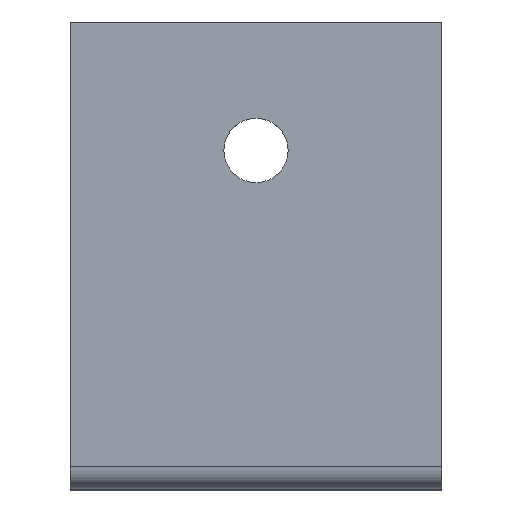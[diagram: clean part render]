
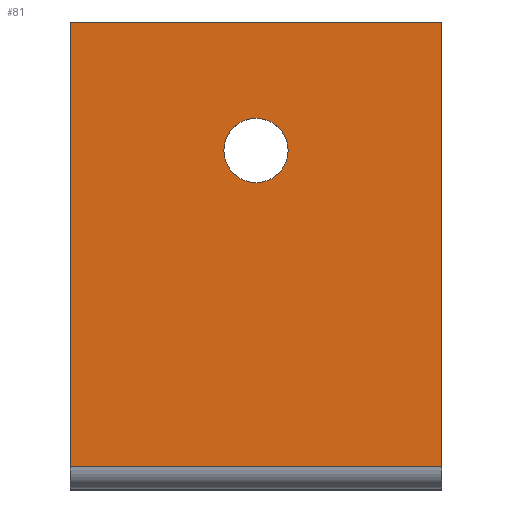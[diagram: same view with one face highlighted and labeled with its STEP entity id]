
A CAD part, top view. The second image highlights one B-rep face of the part: STEP entity #81.
In plain terms, the highlighted planar face has unit normal (0, 0, 1).
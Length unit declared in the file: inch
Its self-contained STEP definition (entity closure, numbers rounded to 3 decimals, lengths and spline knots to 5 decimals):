
#81=ADVANCED_FACE('',(#174,#175),#176,.T.);
#174=FACE_OUTER_BOUND('',#493,.T.);
#175=FACE_BOUND('',#494,.T.);
#176=PLANE('',#495);
#493=EDGE_LOOP('',(#698,#699,#700,#701));
#494=EDGE_LOOP('',(#702,#703,#704,#705));
#495=AXIS2_PLACEMENT_3D('',#706,#707,#708);
#698=ORIENTED_EDGE('',*,*,#905,.F.);
#699=ORIENTED_EDGE('',*,*,#902,.T.);
#700=ORIENTED_EDGE('',*,*,#906,.F.);
#701=ORIENTED_EDGE('',*,*,#846,.T.);
#702=ORIENTED_EDGE('',*,*,#881,.T.);
#703=ORIENTED_EDGE('',*,*,#885,.T.);
#704=ORIENTED_EDGE('',*,*,#907,.T.);
#705=ORIENTED_EDGE('',*,*,#908,.T.);
#706=CARTESIAN_POINT('',(0.,1.19526,1.87426));
#707=DIRECTION('',(0.0,0.0,1.0));
#708=DIRECTION('',(0.0,-1.0,0.0));
#846=EDGE_CURVE('',#971,#968,#972,.T.);
#881=EDGE_CURVE('',#1028,#1029,#1030,.T.);
#885=EDGE_CURVE('',#1029,#1034,#1035,.T.);
#902=EDGE_CURVE('',#1061,#1059,#1062,.T.);
#905=EDGE_CURVE('',#1061,#968,#1065,.T.);
#906=EDGE_CURVE('',#971,#1059,#1066,.T.);
#907=EDGE_CURVE('',#1034,#1067,#1068,.T.);
#908=EDGE_CURVE('',#1067,#1028,#1069,.T.);
#968=VERTEX_POINT('',#1199);
#971=VERTEX_POINT('',#1202);
#972=LINE('',#1203,#1204);
#1028=VERTEX_POINT('',#1320);
#1029=VERTEX_POINT('',#1321);
#1030=B_SPLINE_CURVE_WITH_KNOTS('',3,(#1322,#1323,#1324,#1325),.UNSPECIFIED.,.F.,.F.,(4,4),(-1.0,-0.0),.UNSPECIFIED.);
#1034=VERTEX_POINT('',#1331);
#1035=B_SPLINE_CURVE_WITH_KNOTS('',3,(#1332,#1333,#1334,#1335),.UNSPECIFIED.,.F.,.F.,(4,4),(-1.0,-0.0),.UNSPECIFIED.);
#1059=VERTEX_POINT('',#1366);
#1061=VERTEX_POINT('',#1369);
#1062=LINE('',#1370,#1371);
#1065=LINE('',#1374,#1375);
#1066=LINE('',#1376,#1377);
#1067=VERTEX_POINT('',#1378);
#1068=B_SPLINE_CURVE_WITH_KNOTS('',3,(#1379,#1380,#1381,#1382),.UNSPECIFIED.,.F.,.F.,(4,4),(-1.0,-0.0),.UNSPECIFIED.);
#1069=B_SPLINE_CURVE_WITH_KNOTS('',3,(#1383,#1384,#1385,#1386),.UNSPECIFIED.,.F.,.F.,(4,4),(-1.0,-0.0),.UNSPECIFIED.);
#1199=CARTESIAN_POINT('',(0.,0.27198,1.87426));
#1202=CARTESIAN_POINT('',(0.,2.21854,1.87426));
#1203=CARTESIAN_POINT('',(0.,2.21854,1.87426));
#1204=VECTOR('',#1447,1.0);
#1320=CARTESIAN_POINT('',(0.67187,1.65588,1.87426));
#1321=CARTESIAN_POINT('',(0.8125,1.7965,1.87426));
#1322=CARTESIAN_POINT('',(0.67187,1.65588,1.87426));
#1323=CARTESIAN_POINT('',(0.67187,1.73354,1.87426));
#1324=CARTESIAN_POINT('',(0.73484,1.7965,1.87426));
#1325=CARTESIAN_POINT('',(0.8125,1.7965,1.87426));
#1331=CARTESIAN_POINT('',(0.95312,1.65588,1.87426));
#1332=CARTESIAN_POINT('',(0.8125,1.7965,1.87426));
#1333=CARTESIAN_POINT('',(0.89016,1.7965,1.87426));
#1334=CARTESIAN_POINT('',(0.95312,1.73354,1.87426));
#1335=CARTESIAN_POINT('',(0.95312,1.65588,1.87426));
#1366=CARTESIAN_POINT('',(1.625,2.21854,1.87426));
#1369=CARTESIAN_POINT('',(1.625,0.27198,1.87426));
#1370=CARTESIAN_POINT('',(1.625,2.21854,1.87426));
#1371=VECTOR('',#1513,1.0);
#1374=CARTESIAN_POINT('',(0.,0.27198,1.87426));
#1375=VECTOR('',#1517,1.0);
#1376=CARTESIAN_POINT('',(0.,2.21854,1.87426));
#1377=VECTOR('',#1518,1.0);
#1378=CARTESIAN_POINT('',(0.8125,1.51525,1.87426));
#1379=CARTESIAN_POINT('',(0.95312,1.65588,1.87426));
#1380=CARTESIAN_POINT('',(0.95312,1.57821,1.87426));
#1381=CARTESIAN_POINT('',(0.89016,1.51525,1.87426));
#1382=CARTESIAN_POINT('',(0.8125,1.51525,1.87426));
#1383=CARTESIAN_POINT('',(0.8125,1.51525,1.87426));
#1384=CARTESIAN_POINT('',(0.73484,1.51525,1.87426));
#1385=CARTESIAN_POINT('',(0.67187,1.57821,1.87426));
#1386=CARTESIAN_POINT('',(0.67187,1.65588,1.87426));
#1447=DIRECTION('',(0.0,-1.0,0.0));
#1513=DIRECTION('',(0.0,1.0,0.0));
#1517=DIRECTION('',(-1.0,-0.0,-0.0));
#1518=DIRECTION('',(1.0,0.0,0.0));
